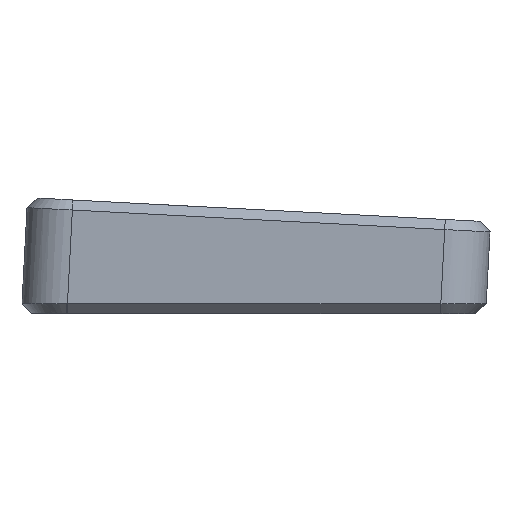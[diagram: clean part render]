
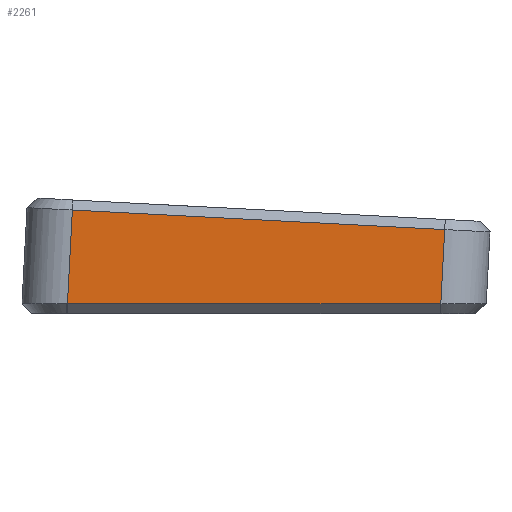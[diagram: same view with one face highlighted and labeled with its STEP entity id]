
A CAD part, left-side view. The second image highlights one B-rep face of the part: STEP entity #2261.
In plain terms, the highlighted planar face has unit normal (-1, 0, 0).
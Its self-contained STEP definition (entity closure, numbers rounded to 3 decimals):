
#41=B_SPLINE_CURVE_WITH_KNOTS('',3,(#3768,#3769,#3770,#3771),
 .UNSPECIFIED.,.F.,.F.,(4,4),(1.559,1.571),
 .UNSPECIFIED.);
#255=FACE_OUTER_BOUND('',#391,.T.);
#391=EDGE_LOOP('',(#1776,#1777,#1778,#1779,#1780));
#573=LINE('',#3640,#796);
#584=LINE('',#3835,#807);
#585=LINE('',#3837,#808);
#586=LINE('',#3838,#809);
#796=VECTOR('',#2890,10.);
#807=VECTOR('',#2907,10.);
#808=VECTOR('',#2908,10.);
#809=VECTOR('',#2909,10.);
#1034=VERTEX_POINT('',#3633);
#1037=VERTEX_POINT('',#3638);
#1038=VERTEX_POINT('',#3689);
#1050=VERTEX_POINT('',#3834);
#1051=VERTEX_POINT('',#3836);
#1295=EDGE_CURVE('',#1037,#1034,#573,.T.);
#1308=EDGE_CURVE('',#1038,#1037,#41,.T.);
#1318=EDGE_CURVE('',#1050,#1038,#584,.T.);
#1319=EDGE_CURVE('',#1051,#1050,#585,.T.);
#1320=EDGE_CURVE('',#1034,#1051,#586,.T.);
#1776=ORIENTED_EDGE('',*,*,#1295,.F.);
#1777=ORIENTED_EDGE('',*,*,#1308,.F.);
#1778=ORIENTED_EDGE('',*,*,#1318,.F.);
#1779=ORIENTED_EDGE('',*,*,#1319,.F.);
#1780=ORIENTED_EDGE('',*,*,#1320,.F.);
#2163=PLANE('',#2453);
#2261=ADVANCED_FACE('',(#255),#2163,.T.);
#2453=AXIS2_PLACEMENT_3D('',#3833,#2905,#2906);
#2890=DIRECTION('',(0.,1.,0.));
#2905=DIRECTION('center_axis',(-1.,0.,0.));
#2906=DIRECTION('ref_axis',(0.,-0.999,-0.052));
#2907=DIRECTION('',(0.,0.052,-0.999));
#2908=DIRECTION('',(0.,-0.999,-0.052));
#2909=DIRECTION('',(0.,-0.052,0.999));
#3633=CARTESIAN_POINT('',(6.323,45.507,1.788));
#3638=CARTESIAN_POINT('',(6.323,-28.44,1.788));
#3640=CARTESIAN_POINT('',(6.323,31.473,1.788));
#3689=CARTESIAN_POINT('',(6.323,-28.545,1.788));
#3768=CARTESIAN_POINT('Ctrl Pts',(6.323,-28.545,1.788));
#3769=CARTESIAN_POINT('Ctrl Pts',(6.323,-28.51,1.788));
#3770=CARTESIAN_POINT('Ctrl Pts',(6.323,-28.475,1.788));
#3771=CARTESIAN_POINT('Ctrl Pts',(6.323,-28.44,1.788));
#3833=CARTESIAN_POINT('Origin',(6.323,54.36,4.815));
#3834=CARTESIAN_POINT('',(6.323,-29.316,16.511));
#3835=CARTESIAN_POINT('',(6.323,-28.476,0.473));
#3836=CARTESIAN_POINT('',(6.323,44.532,20.382));
#3837=CARTESIAN_POINT('',(6.323,30.564,19.65));
#3838=CARTESIAN_POINT('',(6.323,45.373,4.344));
